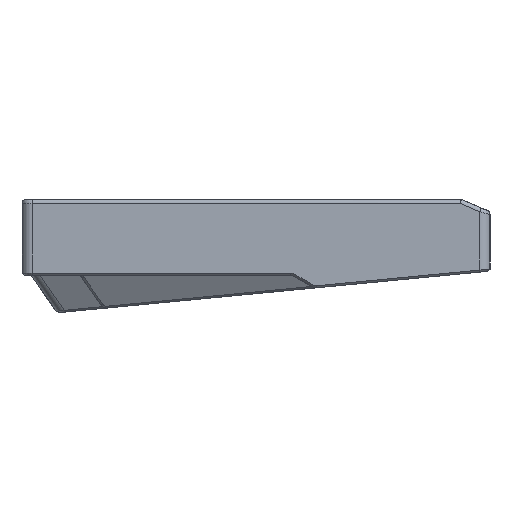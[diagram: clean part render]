
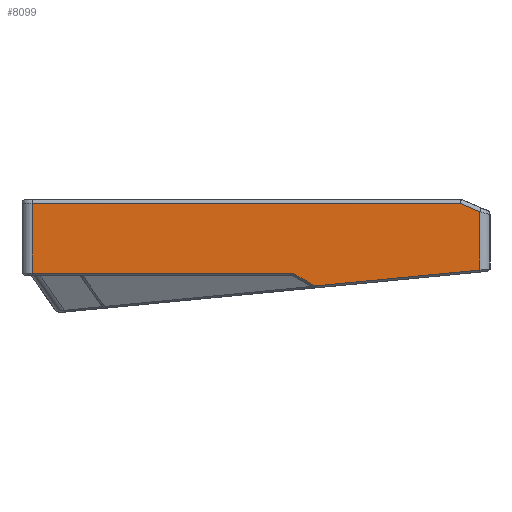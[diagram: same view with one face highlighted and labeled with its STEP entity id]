
A CAD part, left-side view. The second image highlights one B-rep face of the part: STEP entity #8099.
In plain terms, the highlighted planar face has unit normal (-1, 0, 0).
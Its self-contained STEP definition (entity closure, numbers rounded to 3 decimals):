
#124=B_SPLINE_CURVE_WITH_KNOTS('',3,(#11328,#11329,#11330,#11331),
 .UNSPECIFIED.,.F.,.F.,(4,4),(1.552,1.571),
 .UNSPECIFIED.);
#355=PLANE('',#8602);
#690=FACE_OUTER_BOUND('',#1174,.T.);
#1174=EDGE_LOOP('',(#5524,#5525,#5526,#5527,#5528,#5529,#5530,#5531,#5532,
#5533));
#1715=CIRCLE('',#8603,2.1);
#1716=CIRCLE('',#8604,1.1);
#1941=LINE('',#11209,#2687);
#1948=LINE('',#11244,#2694);
#1953=LINE('',#11316,#2699);
#1954=LINE('',#11318,#2700);
#1955=LINE('',#11322,#2701);
#1956=LINE('',#11326,#2702);
#1957=LINE('',#11332,#2703);
#2687=VECTOR('',#9207,10.);
#2694=VECTOR('',#9246,10.);
#2699=VECTOR('',#9271,10.);
#2700=VECTOR('',#9272,10.);
#2701=VECTOR('',#9275,10.);
#2702=VECTOR('',#9278,10.);
#2703=VECTOR('',#9279,10.);
#3433=VERTEX_POINT('',#11207);
#3434=VERTEX_POINT('',#11208);
#3445=VERTEX_POINT('',#11237);
#3453=VERTEX_POINT('',#11315);
#3454=VERTEX_POINT('',#11317);
#3455=VERTEX_POINT('',#11319);
#3456=VERTEX_POINT('',#11321);
#3457=VERTEX_POINT('',#11323);
#3458=VERTEX_POINT('',#11325);
#3459=VERTEX_POINT('',#11327);
#4233=EDGE_CURVE('',#3433,#3434,#1941,.T.);
#4251=EDGE_CURVE('',#3445,#3433,#1948,.T.);
#4263=EDGE_CURVE('',#3453,#3445,#1953,.T.);
#4264=EDGE_CURVE('',#3454,#3453,#1954,.T.);
#4265=EDGE_CURVE('',#3455,#3454,#1715,.T.);
#4266=EDGE_CURVE('',#3456,#3455,#1955,.T.);
#4267=EDGE_CURVE('',#3457,#3456,#1716,.T.);
#4268=EDGE_CURVE('',#3458,#3457,#1956,.T.);
#4269=EDGE_CURVE('',#3459,#3458,#124,.T.);
#4270=EDGE_CURVE('',#3434,#3459,#1957,.T.);
#5524=ORIENTED_EDGE('',*,*,#4233,.F.);
#5525=ORIENTED_EDGE('',*,*,#4251,.F.);
#5526=ORIENTED_EDGE('',*,*,#4263,.F.);
#5527=ORIENTED_EDGE('',*,*,#4264,.F.);
#5528=ORIENTED_EDGE('',*,*,#4265,.F.);
#5529=ORIENTED_EDGE('',*,*,#4266,.F.);
#5530=ORIENTED_EDGE('',*,*,#4267,.F.);
#5531=ORIENTED_EDGE('',*,*,#4268,.F.);
#5532=ORIENTED_EDGE('',*,*,#4269,.F.);
#5533=ORIENTED_EDGE('',*,*,#4270,.F.);
#8099=ADVANCED_FACE('',(#690),#355,.F.);
#8602=AXIS2_PLACEMENT_3D('',#11314,#9269,#9270);
#8603=AXIS2_PLACEMENT_3D('',#11320,#9273,#9274);
#8604=AXIS2_PLACEMENT_3D('',#11324,#9276,#9277);
#9207=DIRECTION('',(0.,-0.919,-0.394));
#9246=DIRECTION('',(0.,-1.,0.));
#9269=DIRECTION('center_axis',(1.,0.,0.));
#9270=DIRECTION('ref_axis',(0.,-1.,0.));
#9271=DIRECTION('',(0.,0.,1.));
#9272=DIRECTION('',(0.,1.,0.));
#9273=DIRECTION('center_axis',(-1.,0.,0.));
#9274=DIRECTION('ref_axis',(0.,-0.259,0.966));
#9275=DIRECTION('',(0.,0.866,0.5));
#9276=DIRECTION('center_axis',(1.,0.,0.));
#9277=DIRECTION('ref_axis',(0.,0.212,-0.977));
#9278=DIRECTION('',(0.,0.995,-0.096));
#9279=DIRECTION('',(0.,0.,-1.));
#11207=CARTESIAN_POINT('',(-4.275,-2.27,6.8));
#11208=CARTESIAN_POINT('',(-4.275,-6.975,4.783));
#11209=CARTESIAN_POINT('',(-4.275,41.452,25.538));
#11237=CARTESIAN_POINT('',(-4.275,102.225,6.8));
#11244=CARTESIAN_POINT('',(-4.275,76.175,6.8));
#11314=CARTESIAN_POINT('Origin',(-4.275,104.725,7.8));
#11315=CARTESIAN_POINT('',(-4.275,102.225,-10.2));
#11316=CARTESIAN_POINT('',(-4.275,102.225,7.8));
#11317=CARTESIAN_POINT('',(-4.275,39.222,-10.2));
#11318=CARTESIAN_POINT('',(-4.275,71.759,-10.2));
#11319=CARTESIAN_POINT('',(-4.275,38.172,-10.481));
#11320=CARTESIAN_POINT('Origin',(-4.275,39.222,-12.3));
#11321=CARTESIAN_POINT('',(-4.275,33.572,-13.137));
#11322=CARTESIAN_POINT('',(-4.275,64.565,4.757));
#11323=CARTESIAN_POINT('',(-4.275,32.916,-13.279));
#11324=CARTESIAN_POINT('Origin',(-4.275,33.022,-12.185));
#11325=CARTESIAN_POINT('',(-4.275,-6.927,-9.443));
#11326=CARTESIAN_POINT('',(-4.275,46.314,-14.57));
#11327=CARTESIAN_POINT('',(-4.275,-6.975,-9.438));
#11328=CARTESIAN_POINT('Ctrl Pts',(-4.275,-6.975,
-9.438));
#11329=CARTESIAN_POINT('Ctrl Pts',(-4.275,-6.959,
-9.44));
#11330=CARTESIAN_POINT('Ctrl Pts',(-4.275,-6.943,
-9.441));
#11331=CARTESIAN_POINT('Ctrl Pts',(-4.275,-6.927,
-9.443));
#11332=CARTESIAN_POINT('',(-4.275,-6.975,7.8));
